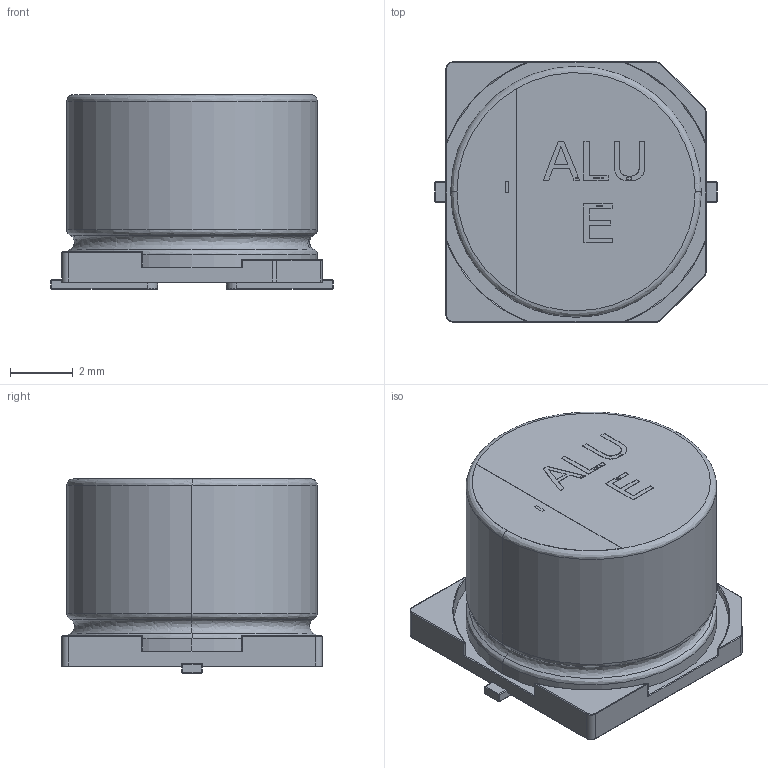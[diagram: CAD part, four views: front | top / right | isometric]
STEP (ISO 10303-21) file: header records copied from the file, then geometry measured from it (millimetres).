
FILE_DESCRIPTION (( 'STEP AP214' ), '1' );
FILE_NAME ('User Library-ALU-E.STEP', '2012-04-01T02:45:49', ( 'sysAdmin' ), ( 'SolidWorks' ), 'SwSTEP 2.0', 'SolidWorks 2012', '' );
FILE_SCHEMA (( 'AUTOMOTIVE_DESIGN' ));
Length unit declared in the file: centimetre
Products named in the file (5): User Library-ALU-E_Beschriftung_1; User Library-ALU-E_K_X_F6rper_1; User Library-ALU-E_Fuss_1; User Library-ALU-E_Pins_1; User Library-ALU-E
Assembly tree (4 placements, depth 2):
  User Library-ALU-E
    User Library-ALU-E_Pins_1
    User Library-ALU-E_Fuss_1
    User Library-ALU-E_K_X_F6rper_1
    User Library-ALU-E_Beschriftung_1
Bounding box: 9 x 8.3 x 6.2 mm (x, y, z)
Volume: 311 mm3; surface area: 448.3 mm2
Topology: 4 solids, 4 shells, 290 faces, 718 edges, 437 vertices
Faces by surface type: plane 148, cylinder 76, bspline 66
Entity records: 12340 total; most frequent: CARTESIAN_POINT 2478, ORIENTED_EDGE 1404, DIRECTION 1256, EDGE_CURVE 702, LINE 458, VECTOR 458, VERTEX_POINT 437, AXIS2_PLACEMENT_3D 399
